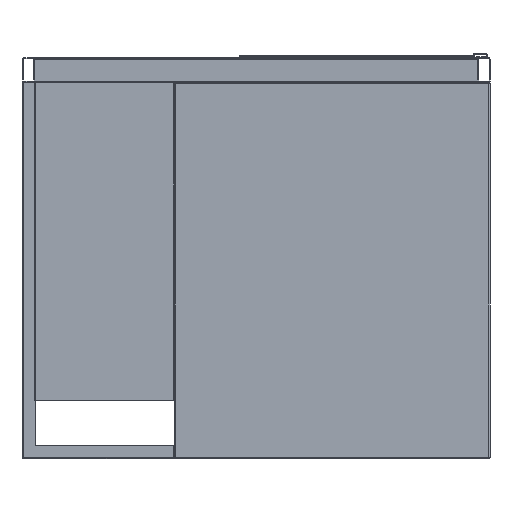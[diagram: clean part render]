
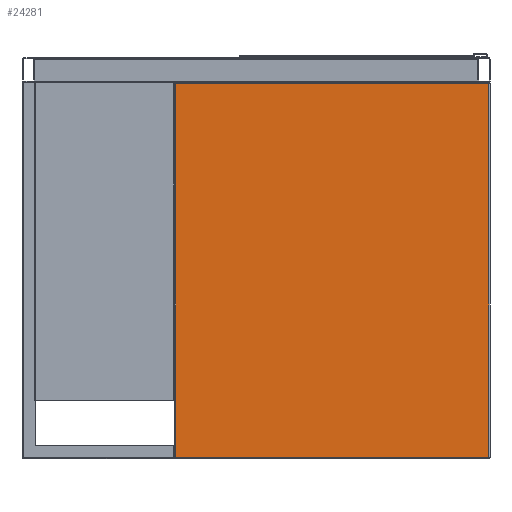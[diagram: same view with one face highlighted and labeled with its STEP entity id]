
A CAD part, front view. The second image highlights one B-rep face of the part: STEP entity #24281.
In plain terms, the highlighted planar face has unit normal (0, -1, 0).
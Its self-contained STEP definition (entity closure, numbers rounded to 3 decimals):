
#65 = LINE ( 'NONE', #22639, #11812 ) ;
#439 = EDGE_LOOP ( 'NONE', ( #6869, #11021, #28250, #26145 ) ) ;
#1539 = CARTESIAN_POINT ( 'NONE',  ( 258., -355., -42. ) ) ;
#2637 = EDGE_CURVE ( 'NONE', #23116, #3012, #22634, .T. ) ;
#3012 = VERTEX_POINT ( 'NONE', #15176 ) ;
#3477 = EDGE_CURVE ( 'NONE', #11895, #17830, #25208, .T. ) ;
#3823 = EDGE_CURVE ( 'NONE', #17830, #23116, #65, .T. ) ;
#5088 = DIRECTION ( 'NONE',  ( -1., 0., 0. ) ) ;
#6277 = CARTESIAN_POINT ( 'NONE',  ( -258., -355., -42. ) ) ;
#6869 = ORIENTED_EDGE ( 'NONE', *, *, #3477, .T. ) ;
#7259 = LINE ( 'NONE', #24741, #11049 ) ;
#7305 = DIRECTION ( 'NONE',  ( 0., 0., -1. ) ) ;
#9757 = PLANE ( 'NONE',  #30260 ) ;
#11021 = ORIENTED_EDGE ( 'NONE', *, *, #3823, .T. ) ;
#11049 = VECTOR ( 'NONE', #14519, 1000. ) ;
#11812 = VECTOR ( 'NONE', #7305, 1000. ) ;
#11895 = VERTEX_POINT ( 'NONE', #1539 ) ;
#12417 = CARTESIAN_POINT ( 'NONE',  ( -260., -355., -658. ) ) ;
#14519 = DIRECTION ( 'NONE',  ( 0., 0., 1. ) ) ;
#14975 = CARTESIAN_POINT ( 'NONE',  ( -260., -355., -42. ) ) ;
#15176 = CARTESIAN_POINT ( 'NONE',  ( 258., -355., -658. ) ) ;
#17448 = CARTESIAN_POINT ( 'NONE',  ( -258., -355., -658. ) ) ;
#17830 = VERTEX_POINT ( 'NONE', #6277 ) ;
#19807 = DIRECTION ( 'NONE',  ( 0., 0., -1. ) ) ;
#20090 = VECTOR ( 'NONE', #5088, 1000. ) ;
#20129 = FACE_OUTER_BOUND ( 'NONE', #439, .T. ) ;
#20495 = EDGE_CURVE ( 'NONE', #3012, #11895, #7259, .T. ) ;
#22133 = DIRECTION ( 'NONE',  ( 0., -1., 0. ) ) ;
#22486 = DIRECTION ( 'NONE',  ( 1., 0., 0. ) ) ;
#22634 = LINE ( 'NONE', #12417, #28698 ) ;
#22639 = CARTESIAN_POINT ( 'NONE',  ( -258., -355., -660. ) ) ;
#23116 = VERTEX_POINT ( 'NONE', #17448 ) ;
#24281 = ADVANCED_FACE ( 'Fl�che8', ( #20129 ), #9757, .T. ) ;
#24741 = CARTESIAN_POINT ( 'NONE',  ( 258., -355., -660. ) ) ;
#25208 = LINE ( 'NONE', #14975, #20090 ) ;
#26145 = ORIENTED_EDGE ( 'NONE', *, *, #20495, .T. ) ;
#27080 = CARTESIAN_POINT ( 'NONE',  ( -260., -355., -660. ) ) ;
#28250 = ORIENTED_EDGE ( 'NONE', *, *, #2637, .T. ) ;
#28698 = VECTOR ( 'NONE', #22486, 1000. ) ;
#30260 = AXIS2_PLACEMENT_3D ( 'NONE', #27080, #22133, #19807 ) ;
